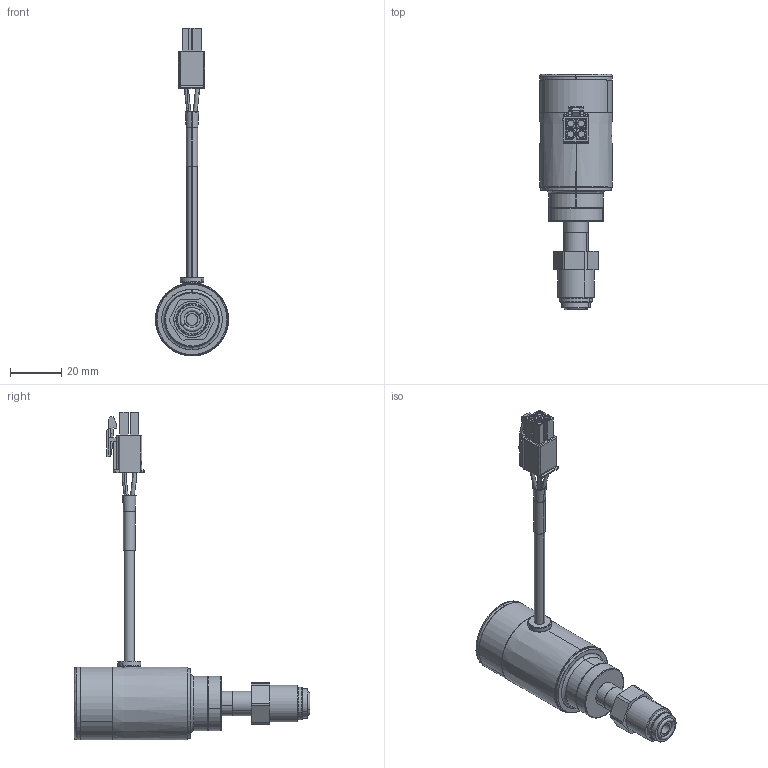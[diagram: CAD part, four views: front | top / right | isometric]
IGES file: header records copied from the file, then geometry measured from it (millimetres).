
Start section: SolidWorks IGES file using analytic representation for surfaces
Global section: file name: GID-R-SM-L.IGS; native system: SolidWorks 2017; preprocessor: SolidWorks 2017; author: cfehr; date: 190122.143140; units: inch
Bounding box: 28.57 x 92.21 x 128.45 mm (x, y, z)
Surface area: 15586.6 mm2 (no closed solid volume)
Topology: 0 solids, 0 shells, 408 faces, 5077 edges, 5077 vertices
Faces by surface type: bspline 298, revolution 110
